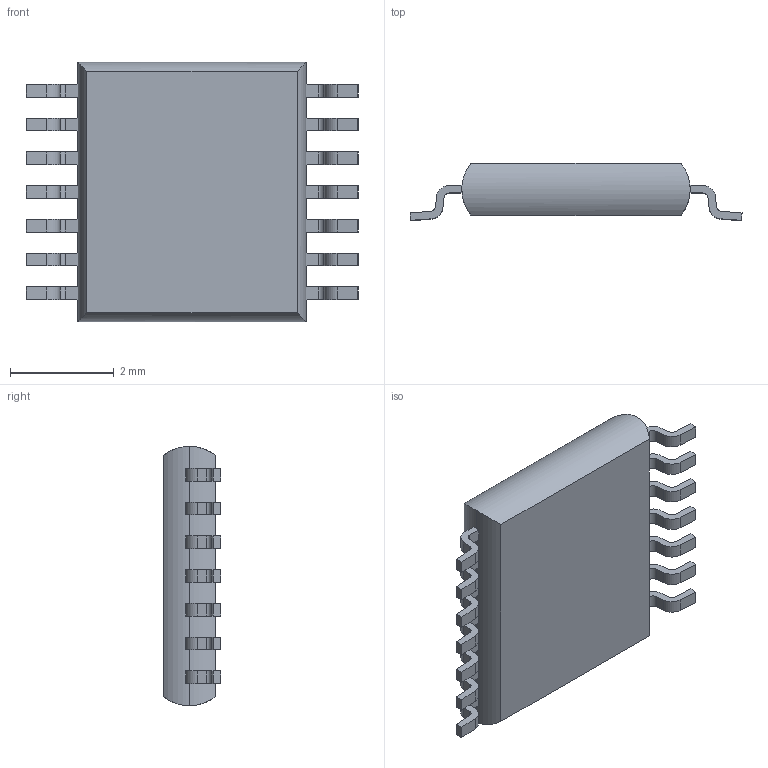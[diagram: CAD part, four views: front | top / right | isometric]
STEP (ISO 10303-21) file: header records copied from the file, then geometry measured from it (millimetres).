
FILE_DESCRIPTION (( 'STEP AP214' ), '1' );
FILE_NAME ('LS7366R-TS.STEP', '2018-02-09T14:59:28', ( '' ), ( '' ), 'SwSTEP 2.0', 'SolidWorks 2017', '' );
FILE_SCHEMA (( 'AUTOMOTIVE_DESIGN' ));
Length unit declared in the file: millimetre
Products named in the file (1): LS7366R-TS
Bounding box: 6.4 x 1.1 x 5 mm (x, y, z)
Volume: 21.6 mm3; surface area: 73.2 mm2
Topology: 15 solids, 15 shells, 214 faces, 548 edges, 365 vertices
Faces by surface type: plane 129, cylinder 85
Entity records: 6662 total; most frequent: CARTESIAN_POINT 1149, DIRECTION 1129, ORIENTED_EDGE 1096, EDGE_CURVE 548, VECTOR 383, LINE 383, AXIS2_PLACEMENT_3D 373, VERTEX_POINT 365
